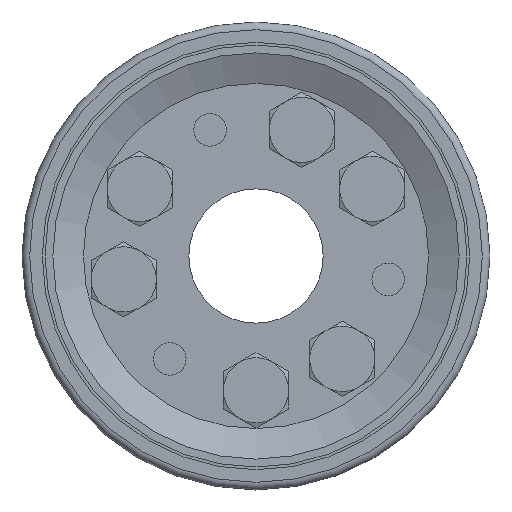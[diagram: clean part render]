
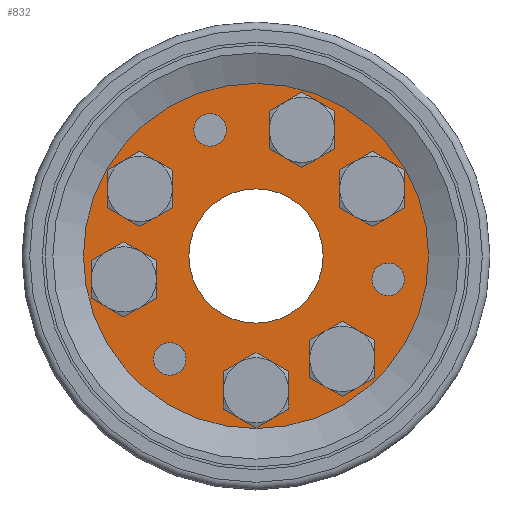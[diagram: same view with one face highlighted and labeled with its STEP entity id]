
A CAD part, left-side view. The second image highlights one B-rep face of the part: STEP entity #832.
In plain terms, the highlighted planar face has unit normal (-1, 0, 0).
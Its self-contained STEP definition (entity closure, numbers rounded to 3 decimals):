
#832 = ADVANCED_FACE( '', ( #1880, #1881, #1882, #1883, #1884, #1885, #1886, #1887, #1888, #1889, #1890 ), #1891, .T. );
#1880 = FACE_BOUND( '', #3061, .T. );
#1881 = FACE_BOUND( '', #3062, .T. );
#1882 = FACE_BOUND( '', #3063, .T. );
#1883 = FACE_OUTER_BOUND( '', #3064, .T. );
#1884 = FACE_BOUND( '', #3065, .T. );
#1885 = FACE_BOUND( '', #3066, .T. );
#1886 = FACE_BOUND( '', #3067, .T. );
#1887 = FACE_BOUND( '', #3068, .T. );
#1888 = FACE_BOUND( '', #3069, .T. );
#1889 = FACE_BOUND( '', #3070, .T. );
#1890 = FACE_BOUND( '', #3071, .T. );
#1891 = PLANE( '', #3072 );
#3061 = EDGE_LOOP( '', ( #5198 ) );
#3062 = EDGE_LOOP( '', ( #5199 ) );
#3063 = EDGE_LOOP( '', ( #5200 ) );
#3064 = EDGE_LOOP( '', ( #5201 ) );
#3065 = EDGE_LOOP( '', ( #5202 ) );
#3066 = EDGE_LOOP( '', ( #5203 ) );
#3067 = EDGE_LOOP( '', ( #5204 ) );
#3068 = EDGE_LOOP( '', ( #5205 ) );
#3069 = EDGE_LOOP( '', ( #5206 ) );
#3070 = EDGE_LOOP( '', ( #5207 ) );
#3071 = EDGE_LOOP( '', ( #5208 ) );
#3072 = AXIS2_PLACEMENT_3D( '', #5209, #5210, #5211 );
#5198 = ORIENTED_EDGE( '', *, *, #6271, .T. );
#5199 = ORIENTED_EDGE( '', *, *, #6122, .T. );
#5200 = ORIENTED_EDGE( '', *, *, #6110, .T. );
#5201 = ORIENTED_EDGE( '', *, *, #6690, .T. );
#5202 = ORIENTED_EDGE( '', *, *, #6124, .F. );
#5203 = ORIENTED_EDGE( '', *, *, #6055, .F. );
#5204 = ORIENTED_EDGE( '', *, *, #5961, .F. );
#5205 = ORIENTED_EDGE( '', *, *, #6336, .F. );
#5206 = ORIENTED_EDGE( '', *, *, #6522, .F. );
#5207 = ORIENTED_EDGE( '', *, *, #6691, .F. );
#5208 = ORIENTED_EDGE( '', *, *, #6350, .T. );
#5209 = CARTESIAN_POINT( '', ( -48.7, -12.124, 7. ) );
#5210 = DIRECTION( '', ( -1., 0., 0. ) );
#5211 = DIRECTION( '', ( 0., -0.866, 0.5 ) );
#5961 = EDGE_CURVE( '', #6938, #6938, #6939, .T. );
#6055 = EDGE_CURVE( '', #7102, #7102, #7103, .T. );
#6110 = EDGE_CURVE( '', #7192, #7192, #7193, .T. );
#6122 = EDGE_CURVE( '', #7212, #7212, #7213, .T. );
#6124 = EDGE_CURVE( '', #7215, #7215, #7216, .T. );
#6271 = EDGE_CURVE( '', #7447, #7447, #7448, .T. );
#6336 = EDGE_CURVE( '', #7548, #7548, #7549, .T. );
#6350 = EDGE_CURVE( '', #7571, #7571, #7572, .F. );
#6522 = EDGE_CURVE( '', #7808, #7808, #7809, .T. );
#6690 = EDGE_CURVE( '', #8029, #8029, #8030, .T. );
#6691 = EDGE_CURVE( '', #8031, #8031, #8032, .T. );
#6938 = VERTEX_POINT( '', #8382 );
#6939 = CIRCLE( '', #8383, 7.75 );
#7102 = VERTEX_POINT( '', #8629 );
#7103 = CIRCLE( '', #8630, 7.75 );
#7192 = VERTEX_POINT( '', #8803 );
#7193 = CIRCLE( '', #8804, 4.25 );
#7212 = VERTEX_POINT( '', #8845 );
#7213 = CIRCLE( '', #8846, 4.25 );
#7215 = VERTEX_POINT( '', #8848 );
#7216 = CIRCLE( '', #8849, 7.75 );
#7447 = VERTEX_POINT( '', #9306 );
#7448 = CIRCLE( '', #9307, 4.25 );
#7548 = VERTEX_POINT( '', #9548 );
#7549 = CIRCLE( '', #9549, 7.75 );
#7571 = VERTEX_POINT( '', #9616 );
#7572 = CIRCLE( '', #9617, 17.5 );
#7808 = VERTEX_POINT( '', #10041 );
#7809 = CIRCLE( '', #10042, 7.75 );
#8029 = VERTEX_POINT( '', #10466 );
#8030 = CIRCLE( '', #10467, 45. );
#8031 = VERTEX_POINT( '', #10468 );
#8032 = CIRCLE( '', #10469, 7.75 );
#8382 = CARTESIAN_POINT( '', ( -48.7, -11.971, 40.639 ) );
#8383 = AXIS2_PLACEMENT_3D( '', #10876, #10877, #10878 );
#8629 = CARTESIAN_POINT( '', ( -48.7, 30.311, 25.25 ) );
#8630 = AXIS2_PLACEMENT_3D( '', #11013, #11014, #11015 );
#8803 = CARTESIAN_POINT( '', ( -48.7, 24.623, -23.131 ) );
#8804 = AXIS2_PLACEMENT_3D( '', #11090, #11091, #11092 );
#8845 = CARTESIAN_POINT( '', ( -48.7, -32.343, -2.397 ) );
#8846 = AXIS2_PLACEMENT_3D( '', #11101, #11102, #11103 );
#8848 = CARTESIAN_POINT( '', ( -48.7, 0., -27.25 ) );
#8849 = AXIS2_PLACEMENT_3D( '', #11104, #11105, #11106 );
#9306 = CARTESIAN_POINT( '', ( -48.7, 14.096, 36.57 ) );
#9307 = AXIS2_PLACEMENT_3D( '', #11278, #11279, #11280 );
#9548 = CARTESIAN_POINT( '', ( -48.7, -30.311, 25.25 ) );
#9549 = AXIS2_PLACEMENT_3D( '', #11360, #11361, #11362 );
#9616 = CARTESIAN_POINT( '', ( -48.7, 0., 17.5 ) );
#9617 = AXIS2_PLACEMENT_3D( '', #11387, #11388, #11389 );
#10041 = CARTESIAN_POINT( '', ( -48.7, 34.468, 1.672 ) );
#10042 = AXIS2_PLACEMENT_3D( '', #11565, #11566, #11567 );
#10466 = CARTESIAN_POINT( '', ( -48.7, -38.971, 22.5 ) );
#10467 = AXIS2_PLACEMENT_3D( '', #11737, #11738, #11739 );
#10468 = CARTESIAN_POINT( '', ( -48.7, -22.498, -19.062 ) );
#10469 = AXIS2_PLACEMENT_3D( '', #11740, #11741, #11742 );
#10876 = CARTESIAN_POINT( '', ( -48.7, -11.971, 32.889 ) );
#10877 = DIRECTION( '', ( -1., 0., 0. ) );
#10878 = DIRECTION( '', ( 0., 0., 1. ) );
#11013 = CARTESIAN_POINT( '', ( -48.7, 30.311, 17.5 ) );
#11014 = DIRECTION( '', ( -1., 0., 0. ) );
#11015 = DIRECTION( '', ( 0., 0., 1. ) );
#11090 = CARTESIAN_POINT( '', ( -48.7, 22.498, -26.812 ) );
#11091 = DIRECTION( '', ( 1., 0., 0. ) );
#11092 = DIRECTION( '', ( 0., 0.5, 0.866 ) );
#11101 = CARTESIAN_POINT( '', ( -48.7, -34.468, -6.078 ) );
#11102 = DIRECTION( '', ( 1., 0., 0. ) );
#11103 = DIRECTION( '', ( 0., 0.5, 0.866 ) );
#11104 = CARTESIAN_POINT( '', ( -48.7, 0., -35. ) );
#11105 = DIRECTION( '', ( -1., 0., 0. ) );
#11106 = DIRECTION( '', ( 0., 0., 1. ) );
#11278 = CARTESIAN_POINT( '', ( -48.7, 11.971, 32.889 ) );
#11279 = DIRECTION( '', ( 1., 0., 0. ) );
#11280 = DIRECTION( '', ( 0., 0.5, 0.866 ) );
#11360 = CARTESIAN_POINT( '', ( -48.7, -30.311, 17.5 ) );
#11361 = DIRECTION( '', ( -1., 0., 0. ) );
#11362 = DIRECTION( '', ( 0., 0., 1. ) );
#11387 = CARTESIAN_POINT( '', ( -48.7, 0., 0. ) );
#11388 = DIRECTION( '', ( -1., 0., 0. ) );
#11389 = DIRECTION( '', ( 0., 0., 1. ) );
#11565 = CARTESIAN_POINT( '', ( -48.7, 34.468, -6.078 ) );
#11566 = DIRECTION( '', ( -1., 0., 0. ) );
#11567 = DIRECTION( '', ( 0., 0., 1. ) );
#11737 = CARTESIAN_POINT( '', ( -48.7, 0., 0. ) );
#11738 = DIRECTION( '', ( -1., 0., 0. ) );
#11739 = DIRECTION( '', ( 0., -0.866, 0.5 ) );
#11740 = CARTESIAN_POINT( '', ( -48.7, -22.498, -26.812 ) );
#11741 = DIRECTION( '', ( -1., 0., 0. ) );
#11742 = DIRECTION( '', ( 0., 0., 1. ) );
